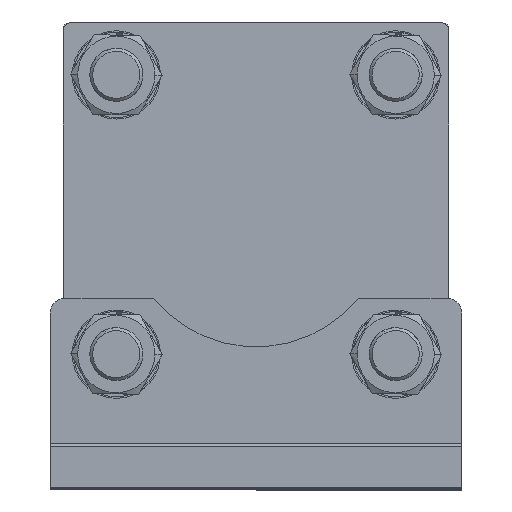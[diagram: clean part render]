
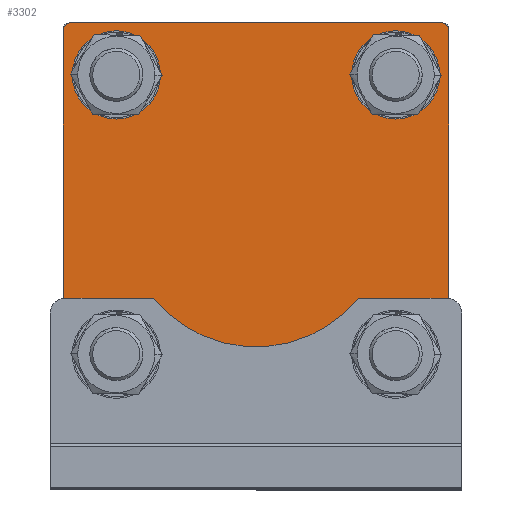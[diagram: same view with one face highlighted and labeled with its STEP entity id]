
A CAD part, top view. The second image highlights one B-rep face of the part: STEP entity #3302.
In plain terms, the highlighted face is planar.
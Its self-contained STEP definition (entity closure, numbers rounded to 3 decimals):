
#807 = EDGE_CURVE ( 'NONE', #3363, #3355, #2879, .T. ) ;
#832 = EDGE_CURVE ( 'NONE', #3369, #3375, #2995, .T. ) ;
#873 = EDGE_CURVE ( 'NONE', #3382, #3384, #2399, .T. ) ;
#901 = EDGE_CURVE ( 'NONE', #3524, #3525, #2941, .T. ) ;
#919 = EDGE_CURVE ( 'NONE', #3363, #3359, #2645, .T. ) ;
#923 = EDGE_CURVE ( 'NONE', #3362, #3361, #2939, .T. ) ;
#927 = EDGE_CURVE ( 'NONE', #3532, #3528, #2499, .T. ) ;
#928 = EDGE_CURVE ( 'NONE', #3369, #3355, #2594, .T. ) ;
#929 = EDGE_CURVE ( 'NONE', #3362, #3375, #2045, .T. ) ;
#930 = EDGE_CURVE ( 'NONE', #3372, #3361, #2039, .T. ) ;
#931 = EDGE_CURVE ( 'NONE', #3384, #3382, #2026, .T. ) ;
#932 = EDGE_CURVE ( 'NONE', #3372, #3359, #2293, .T. ) ;
#1320 = DIRECTION ( 'NONE',  ( -1., 0., 0. ) ) ;
#1321 = DIRECTION ( 'NONE',  ( 0., 0., -1. ) ) ;
#1374 = CARTESIAN_POINT ( 'NONE',  ( -47.5, -47.5, 0. ) ) ;
#1474 = AXIS2_PLACEMENT_3D ( 'NONE', #4524, #4523, #4522 ) ;
#1475 = AXIS2_PLACEMENT_3D ( 'NONE', #4574, #4570, #4569 ) ;
#1491 = AXIS2_PLACEMENT_3D ( 'NONE', #4534, #4475, #4474 ) ;
#1507 = AXIS2_PLACEMENT_3D ( 'NONE', #4446, #4448, #4445 ) ;
#1565 = EDGE_CURVE ( 'NONE', #3541, #3543, #2139, .T. ) ;
#1584 = EDGE_CURVE ( 'NONE', #3528, #3532, #2370, .T. ) ;
#1640 = EDGE_CURVE ( 'NONE', #3525, #3524, #2260, .T. ) ;
#1653 = EDGE_CURVE ( 'NONE', #3543, #3541, #2232, .T. ) ;
#1845 = AXIS2_PLACEMENT_3D ( 'NONE', #4996, #4988, #4929 ) ;
#1911 = AXIS2_PLACEMENT_3D ( 'NONE', #4234, #4358, #4357 ) ;
#1919 = AXIS2_PLACEMENT_3D ( 'NONE', #1374, #1321, #1320 ) ;
#1947 = AXIS2_PLACEMENT_3D ( 'NONE', #3256, #3255, #3254 ) ;
#1956 = AXIS2_PLACEMENT_3D ( 'NONE', #3198, #3203, #3204 ) ;
#2026 = CIRCLE ( 'NONE', #1474, 9.5 ) ;
#2039 = LINE ( 'NONE', #4562, #2040 ) ;
#2040 = VECTOR ( 'NONE', #4561, 1000. ) ;
#2045 = LINE ( 'NONE', #4568, #2047 ) ;
#2047 = VECTOR ( 'NONE', #4565, 1000. ) ;
#2049 = VECTOR ( 'NONE', #4566, 1000. ) ;
#2071 = VECTOR ( 'NONE', #4578, 1000. ) ;
#2139 = CIRCLE ( 'NONE', #1956, 9.5 ) ;
#2190 = VECTOR ( 'NONE', #4576, 1000. ) ;
#2232 = CIRCLE ( 'NONE', #1911, 9.5 ) ;
#2260 = CIRCLE ( 'NONE', #1919, 9.5 ) ;
#2293 = LINE ( 'NONE', #4588, #2190 ) ;
#2300 = FACE_BOUND ( 'NONE', #4212, .T. ) ;
#2308 = FACE_BOUND ( 'NONE', #4208, .T. ) ;
#2353 = VECTOR ( 'NONE', #5999, 1000. ) ;
#2370 = CIRCLE ( 'NONE', #1947, 9.5 ) ;
#2399 = CIRCLE ( 'NONE', #1507, 9.5 ) ;
#2499 = CIRCLE ( 'NONE', #1475, 9.5 ) ;
#2511 = FACE_BOUND ( 'NONE', #3791, .T. ) ;
#2594 = LINE ( 'NONE', #4575, #2049 ) ;
#2640 = FACE_OUTER_BOUND ( 'NONE', #4213, .T. ) ;
#2645 = LINE ( 'NONE', #4444, #2695 ) ;
#2695 = VECTOR ( 'NONE', #4586, 1000. ) ;
#2724 = FACE_BOUND ( 'NONE', #4210, .T. ) ;
#2810 = VECTOR ( 'NONE', #6173, 1000. ) ;
#2879 = LINE ( 'NONE', #6175, #2810 ) ;
#2939 = LINE ( 'NONE', #4563, #2071 ) ;
#2941 = CIRCLE ( 'NONE', #1491, 9.5 ) ;
#2995 = LINE ( 'NONE', #5998, #2353 ) ;
#3198 = CARTESIAN_POINT ( 'NONE',  ( 47.5, 47.5, 0. ) ) ;
#3203 = DIRECTION ( 'NONE',  ( 0., 0., -1. ) ) ;
#3204 = DIRECTION ( 'NONE',  ( -1., 0., 0. ) ) ;
#3254 = DIRECTION ( 'NONE',  ( -1., 0., 0. ) ) ;
#3255 = DIRECTION ( 'NONE',  ( 0., 0., -1. ) ) ;
#3256 = CARTESIAN_POINT ( 'NONE',  ( 47.5, -47.5, 0. ) ) ;
#3302 = ADVANCED_FACE ( 'NONE', ( #2511, #2724, #2308, #2300, #2640 ), #5001, .T. ) ;
#3355 = VERTEX_POINT ( 'NONE', #7756 ) ;
#3359 = VERTEX_POINT ( 'NONE', #7829 ) ;
#3361 = VERTEX_POINT ( 'NONE', #7834 ) ;
#3362 = VERTEX_POINT ( 'NONE', #7863 ) ;
#3363 = VERTEX_POINT ( 'NONE', #7864 ) ;
#3369 = VERTEX_POINT ( 'NONE', #7811 ) ;
#3372 = VERTEX_POINT ( 'NONE', #7648 ) ;
#3375 = VERTEX_POINT ( 'NONE', #7790 ) ;
#3382 = VERTEX_POINT ( 'NONE', #7682 ) ;
#3384 = VERTEX_POINT ( 'NONE', #7755 ) ;
#3524 = VERTEX_POINT ( 'NONE', #3556 ) ;
#3525 = VERTEX_POINT ( 'NONE', #4870 ) ;
#3528 = VERTEX_POINT ( 'NONE', #4874 ) ;
#3532 = VERTEX_POINT ( 'NONE', #4884 ) ;
#3541 = VERTEX_POINT ( 'NONE', #4890 ) ;
#3543 = VERTEX_POINT ( 'NONE', #4768 ) ;
#3556 = CARTESIAN_POINT ( 'NONE',  ( -57., -47.5, 0. ) ) ;
#3791 = EDGE_LOOP ( 'NONE', ( #5397, #5346 ) ) ;
#4208 = EDGE_LOOP ( 'NONE', ( #5104, #5330 ) ) ;
#4210 = EDGE_LOOP ( 'NONE', ( #5661, #5033 ) ) ;
#4212 = EDGE_LOOP ( 'NONE', ( #5307, #5773 ) ) ;
#4213 = EDGE_LOOP ( 'NONE', ( #5420, #5405, #5338, #5422, #5639, #5445, #5398, #5331 ) ) ;
#4234 = CARTESIAN_POINT ( 'NONE',  ( 47.5, 47.5, 0. ) ) ;
#4357 = DIRECTION ( 'NONE',  ( -1., 0., 0. ) ) ;
#4358 = DIRECTION ( 'NONE',  ( 0., 0., -1. ) ) ;
#4444 = CARTESIAN_POINT ( 'NONE',  ( 64.5, -64.5, 0. ) ) ;
#4445 = DIRECTION ( 'NONE',  ( -1., 0., 0. ) ) ;
#4446 = CARTESIAN_POINT ( 'NONE',  ( -47.5, 47.5, 0. ) ) ;
#4448 = DIRECTION ( 'NONE',  ( 0., 0., -1. ) ) ;
#4474 = DIRECTION ( 'NONE',  ( -1., 0., 0. ) ) ;
#4475 = DIRECTION ( 'NONE',  ( 0., 0., -1. ) ) ;
#4522 = DIRECTION ( 'NONE',  ( -1., 0., 0. ) ) ;
#4523 = DIRECTION ( 'NONE',  ( 0., 0., -1. ) ) ;
#4524 = CARTESIAN_POINT ( 'NONE',  ( -47.5, 47.5, 0. ) ) ;
#4534 = CARTESIAN_POINT ( 'NONE',  ( -47.5, -47.5, 0. ) ) ;
#4561 = DIRECTION ( 'NONE',  ( -0.707, 0.707, 0. ) ) ;
#4562 = CARTESIAN_POINT ( 'NONE',  ( -64.5, -64.5, 0. ) ) ;
#4563 = CARTESIAN_POINT ( 'NONE',  ( -65.5, -65.5, 0. ) ) ;
#4565 = DIRECTION ( 'NONE',  ( 0.707, 0.707, 0. ) ) ;
#4566 = DIRECTION ( 'NONE',  ( 0.707, -0.707, 0. ) ) ;
#4568 = CARTESIAN_POINT ( 'NONE',  ( -64.5, 64.5, 0. ) ) ;
#4569 = DIRECTION ( 'NONE',  ( -1., 0., 0. ) ) ;
#4570 = DIRECTION ( 'NONE',  ( 0., 0., -1. ) ) ;
#4574 = CARTESIAN_POINT ( 'NONE',  ( 47.5, -47.5, 0. ) ) ;
#4575 = CARTESIAN_POINT ( 'NONE',  ( 64.5, 64.5, 0. ) ) ;
#4576 = DIRECTION ( 'NONE',  ( 1., 0., 0. ) ) ;
#4578 = DIRECTION ( 'NONE',  ( 0., -1., 0. ) ) ;
#4586 = DIRECTION ( 'NONE',  ( -0.707, -0.707, 0. ) ) ;
#4588 = CARTESIAN_POINT ( 'NONE',  ( -65.5, -65.5, 0. ) ) ;
#4768 = CARTESIAN_POINT ( 'NONE',  ( 38., 47.5, 0. ) ) ;
#4870 = CARTESIAN_POINT ( 'NONE',  ( -38., -47.5, 0. ) ) ;
#4874 = CARTESIAN_POINT ( 'NONE',  ( 57., -47.5, 0. ) ) ;
#4884 = CARTESIAN_POINT ( 'NONE',  ( 38., -47.5, 0. ) ) ;
#4890 = CARTESIAN_POINT ( 'NONE',  ( 57., 47.5, 0. ) ) ;
#4929 = DIRECTION ( 'NONE',  ( -1., 0., 0. ) ) ;
#4988 = DIRECTION ( 'NONE',  ( 0., 0., -1. ) ) ;
#4996 = CARTESIAN_POINT ( 'NONE',  ( 0., 0., 0. ) ) ;
#5001 = PLANE ( 'NONE',  #1845 ) ;
#5033 = ORIENTED_EDGE ( 'NONE', *, *, #1584, .F. ) ;
#5104 = ORIENTED_EDGE ( 'NONE', *, *, #901, .F. ) ;
#5307 = ORIENTED_EDGE ( 'NONE', *, *, #931, .F. ) ;
#5330 = ORIENTED_EDGE ( 'NONE', *, *, #1640, .F. ) ;
#5331 = ORIENTED_EDGE ( 'NONE', *, *, #928, .T. ) ;
#5338 = ORIENTED_EDGE ( 'NONE', *, *, #932, .F. ) ;
#5346 = ORIENTED_EDGE ( 'NONE', *, *, #1565, .F. ) ;
#5397 = ORIENTED_EDGE ( 'NONE', *, *, #1653, .F. ) ;
#5398 = ORIENTED_EDGE ( 'NONE', *, *, #832, .F. ) ;
#5405 = ORIENTED_EDGE ( 'NONE', *, *, #919, .T. ) ;
#5420 = ORIENTED_EDGE ( 'NONE', *, *, #807, .F. ) ;
#5422 = ORIENTED_EDGE ( 'NONE', *, *, #930, .T. ) ;
#5445 = ORIENTED_EDGE ( 'NONE', *, *, #929, .T. ) ;
#5639 = ORIENTED_EDGE ( 'NONE', *, *, #923, .F. ) ;
#5661 = ORIENTED_EDGE ( 'NONE', *, *, #927, .F. ) ;
#5773 = ORIENTED_EDGE ( 'NONE', *, *, #873, .F. ) ;
#5998 = CARTESIAN_POINT ( 'NONE',  ( -65.5, 65.5, 0. ) ) ;
#5999 = DIRECTION ( 'NONE',  ( -1., 0., 0. ) ) ;
#6173 = DIRECTION ( 'NONE',  ( 0., 1., 0. ) ) ;
#6175 = CARTESIAN_POINT ( 'NONE',  ( 65.5, -65.5, 0. ) ) ;
#7648 = CARTESIAN_POINT ( 'NONE',  ( -63.5, -65.5, 0. ) ) ;
#7682 = CARTESIAN_POINT ( 'NONE',  ( -38., 47.5, 0. ) ) ;
#7755 = CARTESIAN_POINT ( 'NONE',  ( -57., 47.5, 0. ) ) ;
#7756 = CARTESIAN_POINT ( 'NONE',  ( 65.5, 63.5, 0. ) ) ;
#7790 = CARTESIAN_POINT ( 'NONE',  ( -63.5, 65.5, 0. ) ) ;
#7811 = CARTESIAN_POINT ( 'NONE',  ( 63.5, 65.5, 0. ) ) ;
#7829 = CARTESIAN_POINT ( 'NONE',  ( 63.5, -65.5, 0. ) ) ;
#7834 = CARTESIAN_POINT ( 'NONE',  ( -65.5, -63.5, 0. ) ) ;
#7863 = CARTESIAN_POINT ( 'NONE',  ( -65.5, 63.5, 0. ) ) ;
#7864 = CARTESIAN_POINT ( 'NONE',  ( 65.5, -63.5, 0. ) ) ;
